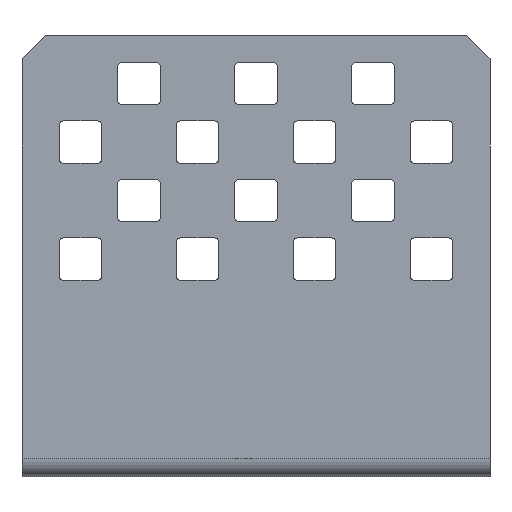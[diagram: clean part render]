
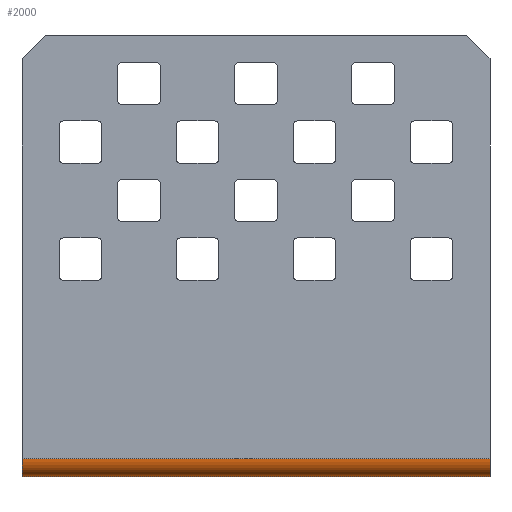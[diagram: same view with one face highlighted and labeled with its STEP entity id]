
A CAD part, front view. The second image highlights one B-rep face of the part: STEP entity #2000.
In plain terms, the highlighted cylindrical face has radius 1.956 mm (diameter 3.912 mm), a partial arc.
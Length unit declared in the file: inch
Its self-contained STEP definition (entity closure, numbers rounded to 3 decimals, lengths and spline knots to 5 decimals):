
#286 = AXIS2_PLACEMENT_3D ( 'NONE', #1016, #7605, #2470 ) ;
#995 = CARTESIAN_POINT ( 'NONE',  ( -1., -0.5645, 0.077 ) ) ;
#1000 = EDGE_CURVE ( 'NONE', #6160, #4596, #4443, .T. ) ;
#1016 = CARTESIAN_POINT ( 'NONE',  ( 1., -0.4875, 0.077 ) ) ;
#1857 = DIRECTION ( 'NONE',  ( 1., 0., 0. ) ) ;
#2000 = ADVANCED_FACE ( 'NONE', ( #7772 ), #7923, .T. ) ;
#2097 = ORIENTED_EDGE ( 'NONE', *, *, #9245, .F. ) ;
#2470 = DIRECTION ( 'NONE',  ( 0., 0., -1. ) ) ;
#2845 = CARTESIAN_POINT ( 'NONE',  ( -1., -0.4875, 0. ) ) ;
#3449 = ORIENTED_EDGE ( 'NONE', *, *, #4724, .F. ) ;
#3615 = VECTOR ( 'NONE', #7631, 39.37008 ) ;
#3743 = DIRECTION ( 'NONE',  ( -1., 0., 0. ) ) ;
#3778 = AXIS2_PLACEMENT_3D ( 'NONE', #7433, #3743, #5144 ) ;
#3892 = CARTESIAN_POINT ( 'NONE',  ( 1., -0.4875, 0. ) ) ;
#4084 = LINE ( 'NONE', #3892, #8901 ) ;
#4257 = VERTEX_POINT ( 'NONE', #2845 ) ;
#4329 = EDGE_LOOP ( 'NONE', ( #9543, #3449, #5676, #2097 ) ) ;
#4443 = LINE ( 'NONE', #995, #3615 ) ;
#4463 = CARTESIAN_POINT ( 'NONE',  ( 1., -0.5645, 0.077 ) ) ;
#4596 = VERTEX_POINT ( 'NONE', #7472 ) ;
#4664 = AXIS2_PLACEMENT_3D ( 'NONE', #9234, #1857, #5538 ) ;
#4724 = EDGE_CURVE ( 'NONE', #6160, #7111, #9270, .T. ) ;
#5144 = DIRECTION ( 'NONE',  ( 0., 0., -1. ) ) ;
#5538 = DIRECTION ( 'NONE',  ( 0., -1., 0. ) ) ;
#5676 = ORIENTED_EDGE ( 'NONE', *, *, #1000, .T. ) ;
#6160 = VERTEX_POINT ( 'NONE', #4463 ) ;
#7111 = VERTEX_POINT ( 'NONE', #8073 ) ;
#7433 = CARTESIAN_POINT ( 'NONE',  ( -1., -0.4875, 0.077 ) ) ;
#7472 = CARTESIAN_POINT ( 'NONE',  ( -1., -0.5645, 0.077 ) ) ;
#7605 = DIRECTION ( 'NONE',  ( 1., 0., 0. ) ) ;
#7631 = DIRECTION ( 'NONE',  ( -1., 0., 0. ) ) ;
#7772 = FACE_OUTER_BOUND ( 'NONE', #4329, .T. ) ;
#7923 = CYLINDRICAL_SURFACE ( 'NONE', #4664, 0.077 ) ;
#7969 = CIRCLE ( 'NONE', #3778, 0.077 ) ;
#8073 = CARTESIAN_POINT ( 'NONE',  ( 1., -0.4875, 0. ) ) ;
#8675 = EDGE_CURVE ( 'NONE', #7111, #4257, #4084, .T. ) ;
#8901 = VECTOR ( 'NONE', #9089, 39.37008 ) ;
#9089 = DIRECTION ( 'NONE',  ( -1., 0., 0. ) ) ;
#9234 = CARTESIAN_POINT ( 'NONE',  ( 1., -0.4875, 0.077 ) ) ;
#9245 = EDGE_CURVE ( 'NONE', #4257, #4596, #7969, .T. ) ;
#9270 = CIRCLE ( 'NONE', #286, 0.077 ) ;
#9543 = ORIENTED_EDGE ( 'NONE', *, *, #8675, .F. ) ;
